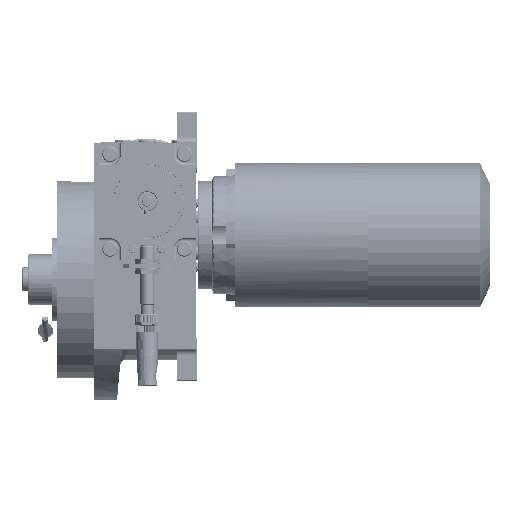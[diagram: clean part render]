
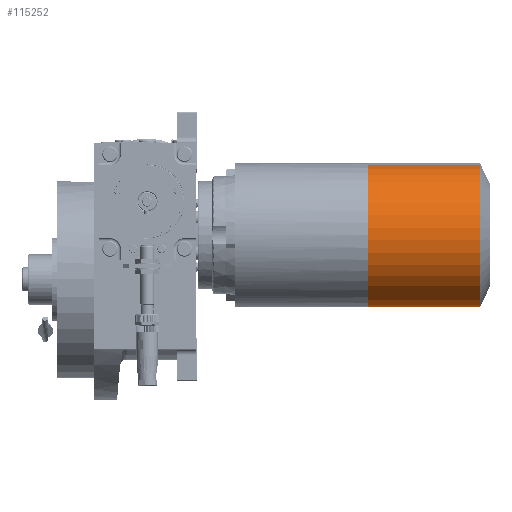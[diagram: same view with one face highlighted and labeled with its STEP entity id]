
A CAD part, left-side view. The second image highlights one B-rep face of the part: STEP entity #115252.
In plain terms, the highlighted cylindrical face has radius 60.5 mm (diameter 121 mm), a partial arc.
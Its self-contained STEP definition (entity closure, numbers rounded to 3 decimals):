
#3943 = AXIS2_PLACEMENT_3D ( 'NONE', #78238, #17617, #124473 ) ;
#7628 = CARTESIAN_POINT ( 'NONE',  ( -158.212, 8.35, 58.703 ) ) ;
#13925 = VERTEX_POINT ( 'NONE', #94672 ) ;
#15118 = LINE ( 'NONE', #21491, #57120 ) ;
#17617 = DIRECTION ( 'NONE',  ( -1., 0., 0. ) ) ;
#18991 = CARTESIAN_POINT ( 'NONE',  ( -158.212, -20.922, -58.703 ) ) ;
#19958 = AXIS2_PLACEMENT_3D ( 'NONE', #128336, #126104, #32851 ) ;
#21491 = CARTESIAN_POINT ( 'NONE',  ( -64.811, 8.35, 58.703 ) ) ;
#32851 = DIRECTION ( 'NONE',  ( 0., 0.242, 0.97 ) ) ;
#36562 = DIRECTION ( 'NONE',  ( 0., 0.242, 0.97 ) ) ;
#57120 = VECTOR ( 'NONE', #84136, 1000. ) ;
#57838 = CARTESIAN_POINT ( 'NONE',  ( -64.811, -6.286, 0. ) ) ;
#66892 = CIRCLE ( 'NONE', #3943, 60.5 ) ;
#67523 = EDGE_CURVE ( 'NONE', #101340, #125065, #83093, .T. ) ;
#73392 = AXIS2_PLACEMENT_3D ( 'NONE', #57838, #116210, #36562 ) ;
#74810 = VECTOR ( 'NONE', #125032, 1000. ) ;
#76226 = VERTEX_POINT ( 'NONE', #7628 ) ;
#78238 = CARTESIAN_POINT ( 'NONE',  ( -158.212, -6.286, 0. ) ) ;
#79867 = CYLINDRICAL_SURFACE ( 'NONE', #19958, 60.5 ) ;
#83093 = LINE ( 'NONE', #106563, #74810 ) ;
#84136 = DIRECTION ( 'NONE',  ( -1., 0., 0. ) ) ;
#89032 = ORIENTED_EDGE ( 'NONE', *, *, #146296, .T. ) ;
#94672 = CARTESIAN_POINT ( 'NONE',  ( -64.811, 8.35, 58.703 ) ) ;
#99598 = FACE_OUTER_BOUND ( 'NONE', #133279, .T. ) ;
#101340 = VERTEX_POINT ( 'NONE', #18991 ) ;
#106563 = CARTESIAN_POINT ( 'NONE',  ( -158.212, -20.922, -58.703 ) ) ;
#107223 = CIRCLE ( 'NONE', #73392, 60.5 ) ;
#109749 = ORIENTED_EDGE ( 'NONE', *, *, #132276, .F. ) ;
#115252 = ADVANCED_FACE ( 'NONE', ( #99598 ), #79867, .T. ) ;
#116210 = DIRECTION ( 'NONE',  ( 1., 0., 0. ) ) ;
#118361 = ORIENTED_EDGE ( 'NONE', *, *, #119213, .F. ) ;
#119213 = EDGE_CURVE ( 'NONE', #101340, #76226, #66892, .T. ) ;
#124473 = DIRECTION ( 'NONE',  ( 0., -0.242, -0.97 ) ) ;
#125032 = DIRECTION ( 'NONE',  ( 1., 0., 0. ) ) ;
#125065 = VERTEX_POINT ( 'NONE', #136217 ) ;
#126104 = DIRECTION ( 'NONE',  ( -1., 0., 0. ) ) ;
#128336 = CARTESIAN_POINT ( 'NONE',  ( -26.951, -6.286, 0. ) ) ;
#132276 = EDGE_CURVE ( 'NONE', #13925, #125065, #107223, .T. ) ;
#133279 = EDGE_LOOP ( 'NONE', ( #109749, #89032, #118361, #137401 ) ) ;
#136217 = CARTESIAN_POINT ( 'NONE',  ( -64.811, -20.922, -58.703 ) ) ;
#137401 = ORIENTED_EDGE ( 'NONE', *, *, #67523, .T. ) ;
#146296 = EDGE_CURVE ( 'NONE', #13925, #76226, #15118, .T. ) ;
